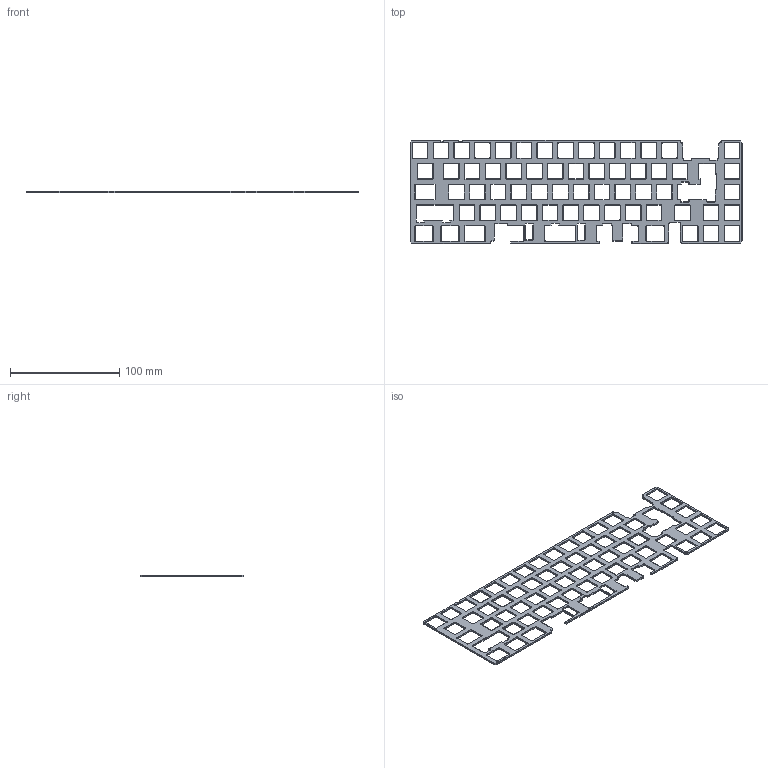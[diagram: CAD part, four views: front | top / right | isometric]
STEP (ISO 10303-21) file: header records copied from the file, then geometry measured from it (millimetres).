
FILE_DESCRIPTION(/* description */ (''),/* implementation_level */ '2;1');
FILE_NAME(/* name */ 'krushoring_plateiso_splitspace.step',/* time_stamp */ '2024-05-04T21:19:22+07:00',/* author */ (''),/* organization */ (''),/* preprocessor_version */ 'ST-DEVELOPER v20',/* originating_system */ 'Autodesk Translation Framework v12.20.1.177',/* authorisation */ '');
FILE_SCHEMA (('AUTOMOTIVE_DESIGN { 1 0 10303 214 3 1 1 }'));
Length unit declared in the file: millimetre
Products named in the file (1): (Unsaved)
Bounding box: 304.3 x 94.75 x 1.5 mm (x, y, z)
Volume: 19327.7 mm3; surface area: 32581 mm2
Topology: 1 solids, 1 shells, 1404 faces, 3505 edges, 2103 vertices
Faces by surface type: plane 700, cone 311, cylinder 311, bspline 82
Entity records: 42063 total; most frequent: CARTESIAN_POINT 8356, ORIENTED_EDGE 7010, DIRECTION 6958, EDGE_CURVE 3505, LINE 2446, VECTOR 2446, AXIS2_PLACEMENT_3D 2256, VERTEX_POINT 2103
